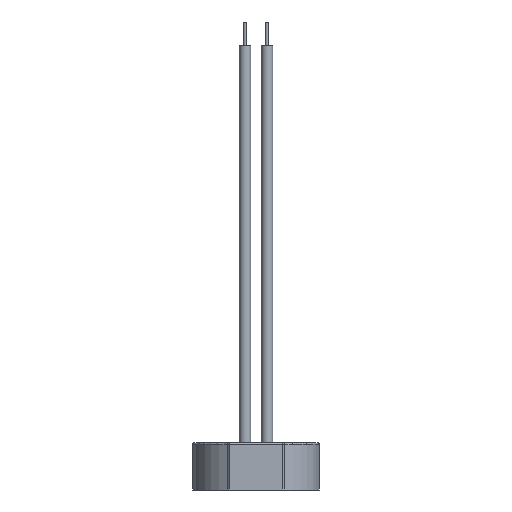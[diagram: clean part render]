
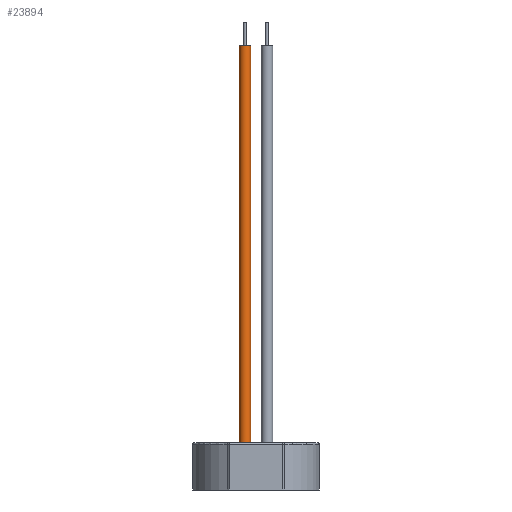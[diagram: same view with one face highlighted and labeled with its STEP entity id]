
A CAD part, front view. The second image highlights one B-rep face of the part: STEP entity #23894.
In plain terms, the highlighted cylindrical face has radius 0.991 mm (diameter 1.981 mm), a partial arc.
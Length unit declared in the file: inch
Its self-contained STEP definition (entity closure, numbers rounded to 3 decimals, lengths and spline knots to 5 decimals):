
#575 = VERTEX_POINT ( 'NONE', #23171 ) ;
#642 = CIRCLE ( 'NONE', #32820, 0.039 ) ;
#1425 = ORIENTED_EDGE ( 'NONE', *, *, #25254, .T. ) ;
#2698 = ORIENTED_EDGE ( 'NONE', *, *, #18287, .F. ) ;
#4630 = CARTESIAN_POINT ( 'NONE',  ( -0.075, -0.565, 0. ) ) ;
#4911 = DIRECTION ( 'NONE',  ( -1., 0., 0. ) ) ;
#5237 = VERTEX_POINT ( 'NONE', #19611 ) ;
#5435 = DIRECTION ( 'NONE',  ( 0., 0., -1. ) ) ;
#7255 = AXIS2_PLACEMENT_3D ( 'NONE', #21271, #32224, #4911 ) ;
#7968 = LINE ( 'NONE', #34900, #26230 ) ;
#8974 = AXIS2_PLACEMENT_3D ( 'NONE', #33011, #16307, #10374 ) ;
#10309 = FACE_OUTER_BOUND ( 'NONE', #21456, .T. ) ;
#10374 = DIRECTION ( 'NONE',  ( 1., 0., 0. ) ) ;
#11277 = VERTEX_POINT ( 'NONE', #24221 ) ;
#12992 = CYLINDRICAL_SURFACE ( 'NONE', #7255, 0.039 ) ;
#14305 = VERTEX_POINT ( 'NONE', #18806 ) ;
#15111 = VECTOR ( 'NONE', #32523, 39.37008 ) ;
#15766 = DIRECTION ( 'NONE',  ( 0., 0., 1. ) ) ;
#16307 = DIRECTION ( 'NONE',  ( 0., 0., 1. ) ) ;
#18287 = EDGE_CURVE ( 'NONE', #11277, #14305, #35029, .T. ) ;
#18806 = CARTESIAN_POINT ( 'NONE',  ( -0.036, -0.565, 0. ) ) ;
#19611 = CARTESIAN_POINT ( 'NONE',  ( -0.114, -0.565, 0. ) ) ;
#19952 = EDGE_CURVE ( 'NONE', #5237, #14305, #642, .T. ) ;
#21271 = CARTESIAN_POINT ( 'NONE',  ( -0.075, -0.565, 2.713 ) ) ;
#21456 = EDGE_LOOP ( 'NONE', ( #2698, #27275, #1425, #28136 ) ) ;
#21631 = CIRCLE ( 'NONE', #8974, 0.039 ) ;
#23171 = CARTESIAN_POINT ( 'NONE',  ( -0.114, -0.565, 2.713 ) ) ;
#23716 = CARTESIAN_POINT ( 'NONE',  ( -0.036, -0.565, 2.713 ) ) ;
#23894 = ADVANCED_FACE ( 'NONE', ( #10309 ), #12992, .T. ) ;
#24221 = CARTESIAN_POINT ( 'NONE',  ( -0.036, -0.565, 2.713 ) ) ;
#24580 = EDGE_CURVE ( 'NONE', #575, #11277, #21631, .T. ) ;
#25254 = EDGE_CURVE ( 'NONE', #575, #5237, #7968, .T. ) ;
#26230 = VECTOR ( 'NONE', #5435, 39.37008 ) ;
#27275 = ORIENTED_EDGE ( 'NONE', *, *, #24580, .F. ) ;
#28136 = ORIENTED_EDGE ( 'NONE', *, *, #19952, .T. ) ;
#29795 = DIRECTION ( 'NONE',  ( 1., 0., 0. ) ) ;
#32224 = DIRECTION ( 'NONE',  ( 0., 0., -1. ) ) ;
#32523 = DIRECTION ( 'NONE',  ( 0., 0., -1. ) ) ;
#32820 = AXIS2_PLACEMENT_3D ( 'NONE', #4630, #15766, #29795 ) ;
#33011 = CARTESIAN_POINT ( 'NONE',  ( -0.075, -0.565, 2.713 ) ) ;
#34900 = CARTESIAN_POINT ( 'NONE',  ( -0.114, -0.565, 2.713 ) ) ;
#35029 = LINE ( 'NONE', #23716, #15111 ) ;
